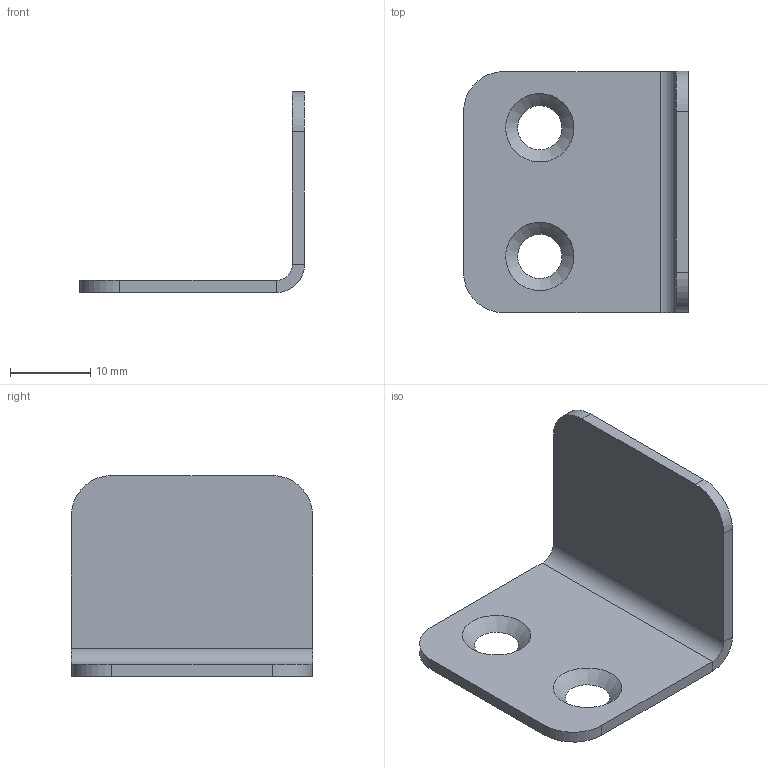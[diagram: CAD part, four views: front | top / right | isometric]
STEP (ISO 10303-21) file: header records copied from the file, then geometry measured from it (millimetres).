
FILE_DESCRIPTION(/* description */ ('RISCONTRO A 90° PER CALAMITA'),/* implementation_level */ '2;1');
FILE_NAME(/* name */ 'DMGRT0000001-old.stp',/* time_stamp */ '2022-11-15T10:36:22+01:00',/* author */ ('tecnico7'),/* organization */ (''),/* preprocessor_version */ 'ST-DEVELOPER v18.1',/* originating_system */ 'Autodesk Inventor 2022',/* authorisation */ '');
FILE_SCHEMA (('AUTOMOTIVE_DESIGN { 1 0 10303 214 3 1 1 }'));
Length unit declared in the file: millimetre
Products named in the file (1): DMGRT0000001-old
Bounding box: 28 x 30 x 25 mm (x, y, z)
Volume: 2114.9 mm3; surface area: 3136.6 mm2
Topology: 1 solids, 1 shells, 20 faces, 50 edges, 32 vertices
Faces by surface type: plane 12, cylinder 6, bspline 2
Entity records: 973 total; most frequent: CARTESIAN_POINT 453, ORIENTED_EDGE 100, DIRECTION 92, EDGE_CURVE 50, VERTEX_POINT 32, AXIS2_PLACEMENT_3D 31, LINE 30, VECTOR 30
